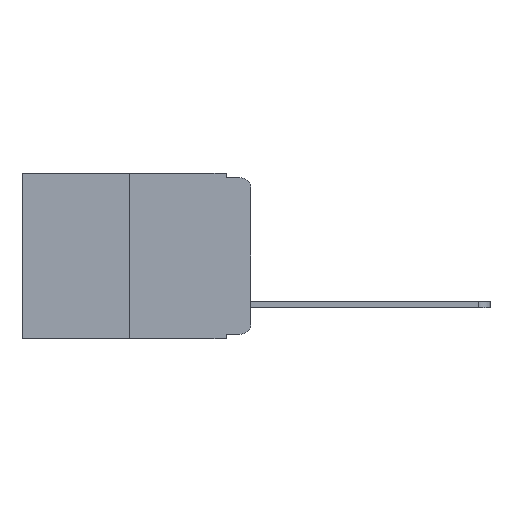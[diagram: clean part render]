
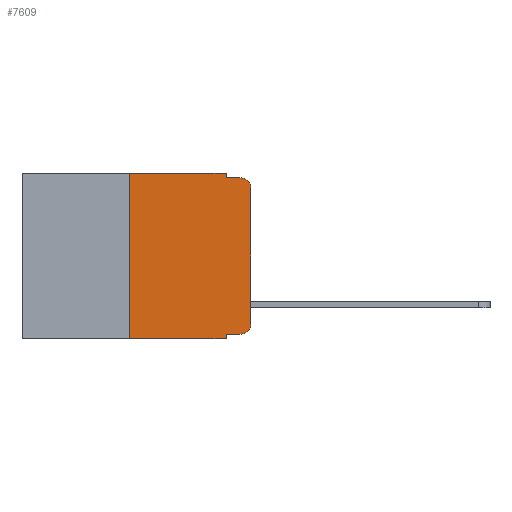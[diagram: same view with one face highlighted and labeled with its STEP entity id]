
A CAD part, left-side view. The second image highlights one B-rep face of the part: STEP entity #7609.
In plain terms, the highlighted planar face has unit normal (-1, 0, 0).
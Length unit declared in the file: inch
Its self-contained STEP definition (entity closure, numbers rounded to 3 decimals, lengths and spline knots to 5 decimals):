
#60 = CARTESIAN_POINT ( 'NONE',  ( 0., 0.02, -0.333 ) ) ;
#732 = LINE ( 'NONE', #6641, #3112 ) ;
#806 = DIRECTION ( 'NONE',  ( -1., 0., 0. ) ) ;
#932 = CARTESIAN_POINT ( 'NONE',  ( 0., 0.051, 0. ) ) ;
#965 = VERTEX_POINT ( 'NONE', #9424 ) ;
#1220 = CARTESIAN_POINT ( 'NONE',  ( 0., 0.051, 0. ) ) ;
#1637 = ORIENTED_EDGE ( 'NONE', *, *, #7323, .T. ) ;
#1652 = ORIENTED_EDGE ( 'NONE', *, *, #6600, .T. ) ;
#1702 = CARTESIAN_POINT ( 'NONE',  ( 0., 0.25, 0. ) ) ;
#1771 = VECTOR ( 'NONE', #8645, 39.37008 ) ;
#1788 = EDGE_CURVE ( 'NONE', #2199, #9919, #4314, .T. ) ;
#1803 = ORIENTED_EDGE ( 'NONE', *, *, #2801, .F. ) ;
#1812 = CARTESIAN_POINT ( 'NONE',  ( 0., 0.051, 0. ) ) ;
#1843 = EDGE_CURVE ( 'NONE', #3624, #4920, #8311, .T. ) ;
#1991 = ORIENTED_EDGE ( 'NONE', *, *, #6886, .F. ) ;
#2072 = ORIENTED_EDGE ( 'NONE', *, *, #1788, .F. ) ;
#2180 = PLANE ( 'NONE',  #3337 ) ;
#2186 = ORIENTED_EDGE ( 'NONE', *, *, #5515, .F. ) ;
#2199 = VERTEX_POINT ( 'NONE', #1702 ) ;
#2236 = CARTESIAN_POINT ( 'NONE',  ( 0., 0., -0.313 ) ) ;
#2258 = ORIENTED_EDGE ( 'NONE', *, *, #8324, .T. ) ;
#2509 = CARTESIAN_POINT ( 'NONE',  ( 0., 0.473, -0.343 ) ) ;
#2614 = ORIENTED_EDGE ( 'NONE', *, *, #3407, .F. ) ;
#2698 = ORIENTED_EDGE ( 'NONE', *, *, #1843, .T. ) ;
#2801 = EDGE_CURVE ( 'NONE', #965, #10814, #732, .T. ) ;
#2862 = CARTESIAN_POINT ( 'NONE',  ( 0., 0.02, -0.01 ) ) ;
#2872 = ORIENTED_EDGE ( 'NONE', *, *, #3867, .T. ) ;
#3039 = VERTEX_POINT ( 'NONE', #2236 ) ;
#3097 = LINE ( 'NONE', #1812, #9688 ) ;
#3112 = VECTOR ( 'NONE', #5414, 39.37008 ) ;
#3145 = DIRECTION ( 'NONE',  ( 1., 0., 0. ) ) ;
#3337 = AXIS2_PLACEMENT_3D ( 'NONE', #4949, #3145, #9189 ) ;
#3407 = EDGE_CURVE ( 'NONE', #3624, #6552, #3097, .T. ) ;
#3624 = VERTEX_POINT ( 'NONE', #11134 ) ;
#3748 = DIRECTION ( 'NONE',  ( 0., 0., -1. ) ) ;
#3867 = EDGE_CURVE ( 'NONE', #4920, #3039, #10825, .T. ) ;
#3887 = CARTESIAN_POINT ( 'NONE',  ( 0., 0., -0.03 ) ) ;
#3945 = CARTESIAN_POINT ( 'NONE',  ( 0., 0.25, 0. ) ) ;
#4266 = CARTESIAN_POINT ( 'NONE',  ( 0., 0.25, -0.343 ) ) ;
#4314 = LINE ( 'NONE', #8453, #10972 ) ;
#4502 = FACE_OUTER_BOUND ( 'NONE', #8573, .T. ) ;
#4836 = DIRECTION ( 'NONE',  ( 0., 0., 1. ) ) ;
#4920 = VERTEX_POINT ( 'NONE', #60 ) ;
#4949 = CARTESIAN_POINT ( 'NONE',  ( 0., 0.473, 0. ) ) ;
#5048 = LINE ( 'NONE', #1220, #11386 ) ;
#5346 = LINE ( 'NONE', #3945, #9537 ) ;
#5414 = DIRECTION ( 'NONE',  ( 0., -1., 0. ) ) ;
#5441 = AXIS2_PLACEMENT_3D ( 'NONE', #6405, #806, #7280 ) ;
#5445 = DIRECTION ( 'NONE',  ( 0., -1., 0. ) ) ;
#5453 = CIRCLE ( 'NONE', #5441, 0.02 ) ;
#5479 = CARTESIAN_POINT ( 'NONE',  ( 0., 0.051, -0.343 ) ) ;
#5515 = EDGE_CURVE ( 'NONE', #6261, #2199, #5346, .T. ) ;
#5797 = DIRECTION ( 'NONE',  ( -1., 0., 0. ) ) ;
#5825 = CARTESIAN_POINT ( 'NONE',  ( 0., 0.02, -0.313 ) ) ;
#6261 = VERTEX_POINT ( 'NONE', #4266 ) ;
#6405 = CARTESIAN_POINT ( 'NONE',  ( 0., 0.02, -0.03 ) ) ;
#6552 = VERTEX_POINT ( 'NONE', #5479 ) ;
#6600 = EDGE_CURVE ( 'NONE', #6709, #10814, #5453, .T. ) ;
#6641 = CARTESIAN_POINT ( 'NONE',  ( 0., 0.051, -0.01 ) ) ;
#6709 = VERTEX_POINT ( 'NONE', #3887 ) ;
#6886 = EDGE_CURVE ( 'NONE', #9919, #965, #5048, .T. ) ;
#7280 = DIRECTION ( 'NONE',  ( 0., 0., -1. ) ) ;
#7323 = EDGE_CURVE ( 'NONE', #3039, #6709, #11374, .T. ) ;
#7609 = ADVANCED_FACE ( 'NONE', ( #4502 ), #2180, .F. ) ;
#8311 = LINE ( 'NONE', #11347, #10725 ) ;
#8324 = EDGE_CURVE ( 'NONE', #6261, #6552, #8609, .T. ) ;
#8453 = CARTESIAN_POINT ( 'NONE',  ( 0., 0.473, 0. ) ) ;
#8573 = EDGE_LOOP ( 'NONE', ( #1637, #1652, #1803, #1991, #2072, #2186, #2258, #2614, #2698, #2872 ) ) ;
#8609 = LINE ( 'NONE', #2509, #1771 ) ;
#8641 = DIRECTION ( 'NONE',  ( 0., -1., 0. ) ) ;
#8645 = DIRECTION ( 'NONE',  ( 0., -1., 0. ) ) ;
#9159 = AXIS2_PLACEMENT_3D ( 'NONE', #5825, #5797, #3748 ) ;
#9189 = DIRECTION ( 'NONE',  ( 0., 0., -1. ) ) ;
#9236 = DIRECTION ( 'NONE',  ( 0., 0., -1. ) ) ;
#9248 = VECTOR ( 'NONE', #4836, 39.37008 ) ;
#9256 = DIRECTION ( 'NONE',  ( 0., 0., -1. ) ) ;
#9424 = CARTESIAN_POINT ( 'NONE',  ( 0., 0.051, -0.01 ) ) ;
#9537 = VECTOR ( 'NONE', #10675, 39.37008 ) ;
#9688 = VECTOR ( 'NONE', #9236, 39.37008 ) ;
#9798 = CARTESIAN_POINT ( 'NONE',  ( 0., 0., 0. ) ) ;
#9919 = VERTEX_POINT ( 'NONE', #932 ) ;
#10675 = DIRECTION ( 'NONE',  ( 0., 0., 1. ) ) ;
#10725 = VECTOR ( 'NONE', #5445, 39.37008 ) ;
#10814 = VERTEX_POINT ( 'NONE', #2862 ) ;
#10825 = CIRCLE ( 'NONE', #9159, 0.02 ) ;
#10972 = VECTOR ( 'NONE', #8641, 39.37008 ) ;
#11134 = CARTESIAN_POINT ( 'NONE',  ( 0., 0.051, -0.333 ) ) ;
#11347 = CARTESIAN_POINT ( 'NONE',  ( 0., 0.051, -0.333 ) ) ;
#11374 = LINE ( 'NONE', #9798, #9248 ) ;
#11386 = VECTOR ( 'NONE', #9256, 39.37008 ) ;
